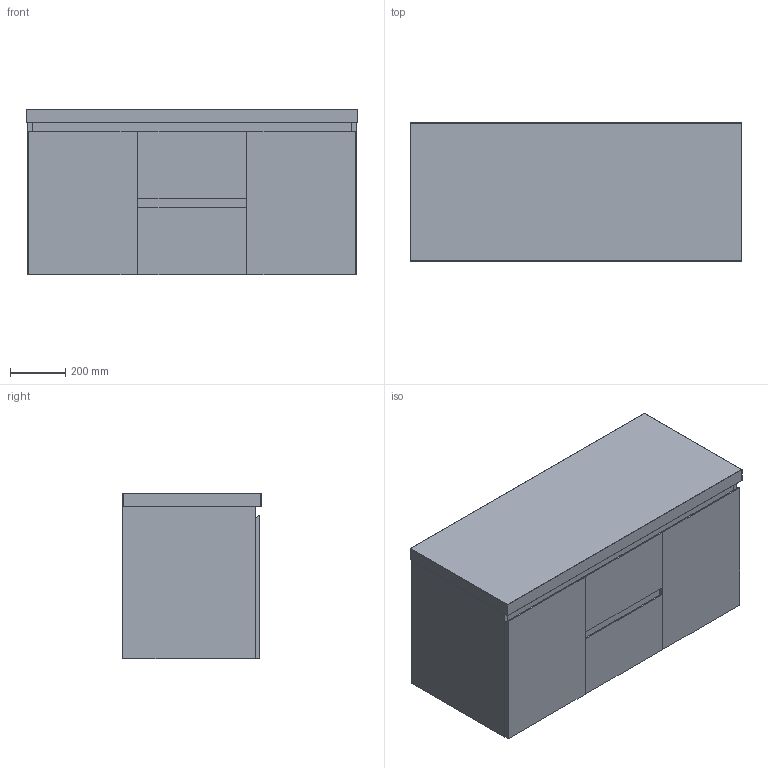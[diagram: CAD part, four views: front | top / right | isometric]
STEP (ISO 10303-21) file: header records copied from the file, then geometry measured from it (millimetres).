
FILE_DESCRIPTION(/* description */ (''),/* implementation_level */ '2;1');
FILE_NAME(/* name */ 'Domaine Conventional (Wall Hung) 1200 Double (50MM)',/* time_stamp */ '2025-07-09T14:47:57+10:00',/* author */ (''),/* organization */ (''),/* preprocessor_version */ 'ST-DEVELOPER v16.5',/* originating_system */ '',/* authorisation */ '');
FILE_SCHEMA (('AUTOMOTIVE_DESIGN'));
Length unit declared in the file: millimetre
Products named in the file (6): Document; Domaine Conventional (Wall Hung) 1200 Double (50MM); Domanine Conventional Wall Hung ALL CABINETS6; Domaine Conventional 1200D WH5; Blank Benchtops ALL7891011; 1200 Benchtop (50mm)23
Assembly tree (5 placements, depth 4):
  Document
    Domaine Conventional (Wall Hung) 1200 Double (50MM)
      Domanine Conventional Wall Hung ALL CABINETS6
        Domaine Conventional 1200D WH5
      Blank Benchtops ALL7891011
        1200 Benchtop (50mm)23
Bounding box: 1200 x 500 x 600 mm (x, y, z)
Volume: 47343008 mm3; surface area: 6560130.6 mm2
Topology: 8 solids, 8 shells, 78 faces, 169 edges, 102 vertices
Faces by surface type: plane 61, cylinder 11, bspline 6
Entity records: 2299 total; most frequent: CARTESIAN_POINT 805, ORIENTED_EDGE 326, EDGE_CURVE 163, B_SPLINE_CURVE_WITH_KNOTS 143, VERTEX_POINT 102, DIRECTION 98, AXIS2_PLACEMENT_3D 85, EDGE_LOOP 79
